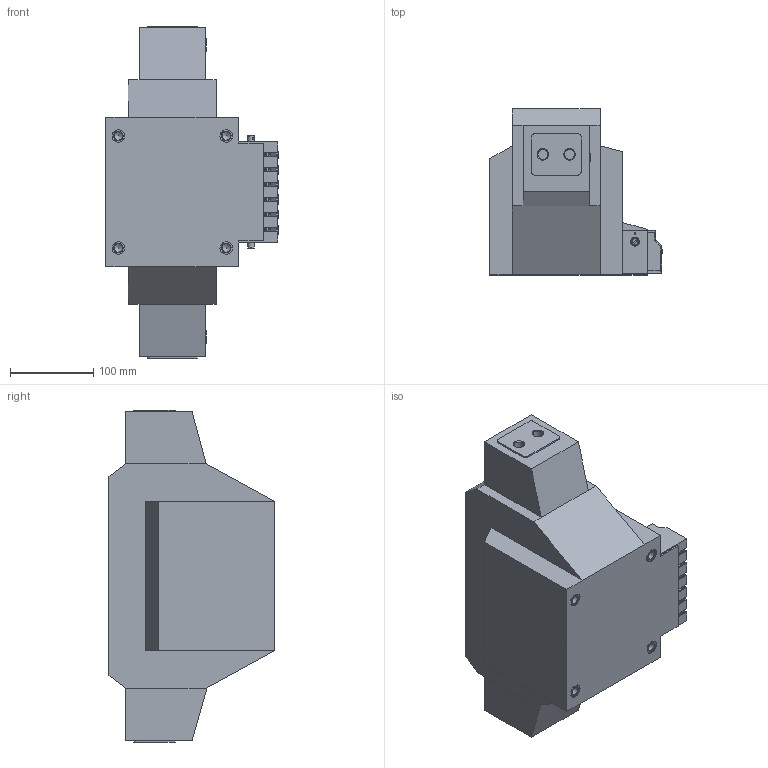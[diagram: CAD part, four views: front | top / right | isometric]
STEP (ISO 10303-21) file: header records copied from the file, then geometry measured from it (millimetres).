
FILE_DESCRIPTION(('STEP AP214'), '1');
FILE_NAME('ﾒﾋﾏ-10-5 ﾌ1ﾑ', '', ('UNSPECIFIED'), ('UNSPECIFIED'), 'ASCON STEP Converter 1.6', 'ASCON Math Kernel', '');
FILE_SCHEMA(('AUTOMOTIVE_DESIGN { 1 0 10303 214 3 1 1}'));
Length unit declared in the file: millimetre
Products named in the file (9): ﾒﾋﾏ-10-5; 鎗鵻罻 楟.8.211.004
Assembly tree (24 placements, depth 2):
  (unnamed)
    ﾒﾋﾏ-10-5
    (unnamed)  x2
    鎗鵻罻 楟.8.211.004  x6
    (unnamed)  x4
    (unnamed)
    (unnamed)  x6
    (unnamed)  x2
    (unnamed)  x2
Bounding box: 207.6 x 200 x 400 mm (x, y, z)
Volume: 7882694 mm3; surface area: 370809.1 mm2
Topology: 36 solids, 36 shells, 2778 faces, 7672 edges, 5046 vertices
Faces by surface type: cylinder 1430, plane 1194, cone 62, torus 62, bspline 30
Full cylindrical faces by diameter (mm): 2 x2, 2.5 x2, 4 x12, 4.134 x2, 4.917 x6, 5 x2, 5.5 x2, 6 x6, 6.8 x4, 8 x2, 10 x18, 10.106 x4, 11.16 x4, 12 x4, 12.5 x6, 17 x8
Entity records: 110253 total; most frequent: CARTESIAN_POINT 23891, DIRECTION 14484, ORIENTED_EDGE 13726, EDGE_CURVE 6863, AXIS2_PLACEMENT_3D 5331, VERTEX_POINT 4599, LINE 3822, VECTOR 3822
